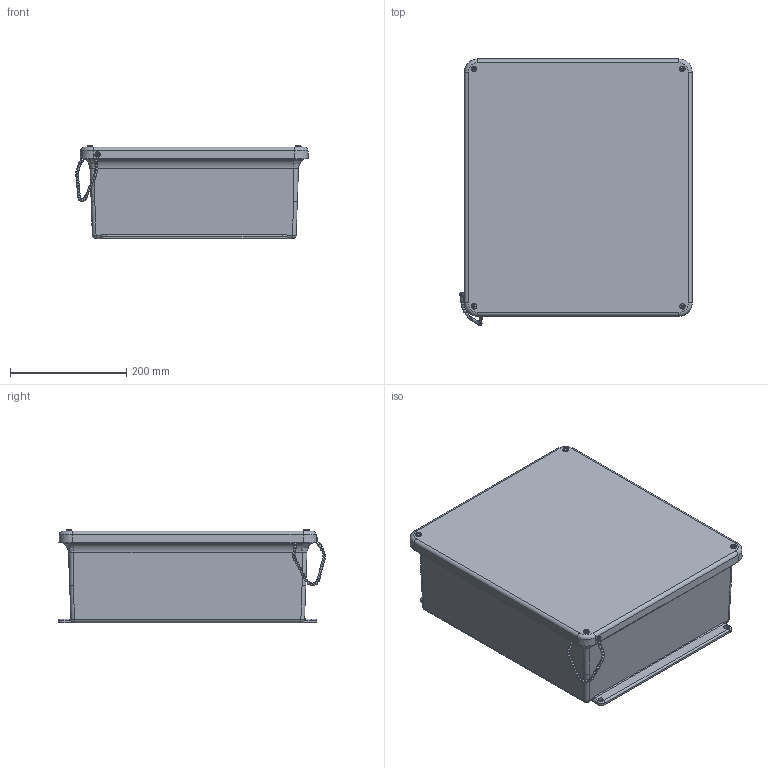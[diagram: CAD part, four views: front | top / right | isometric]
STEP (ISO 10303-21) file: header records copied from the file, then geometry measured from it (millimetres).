
FILE_DESCRIPTION(/* description */ (''),/* implementation_level */ '2;1');
FILE_NAME(/* name */ 'HW-J161406SC.stp',/* time_stamp */ '2014-03-17T09:27:40-05:00',/* author */ ('pmescher'),/* organization */ (''),/* preprocessor_version */ 'ST-DEVELOPER v15.2',/* originating_system */ 'Autodesk Inventor 2014',/* authorisation */ '');
FILE_SCHEMA (('AUTOMOTIVE_DESIGN { 1 0 10303 214 3 1 1 }'));
Length unit declared in the file: inch
Products named in the file (21): J1614W_1; RMINS45821P_31; RMINS45821P_32; RMINS45821P_33; RMINS45821P_34; RMINS45821P_35; RMINS45821P_36; RMINS45821P_37; RMINS45821P_38; J1614BW; J1614WCVR; GASKET_1614; WP1614WU; RMSC10X063PHCPH; RMWAS283X126X026; RMRIV44; END; CURVED CHAIN_1412; 10SS_1614; RMRIV43; J1614W_STP
Bounding box: 400.37 x 460.13 x 161.04 mm (x, y, z)
Volume: 2342573.5 mm3; surface area: 1222952.6 mm2
Topology: 21 solids, 21 shells, 874 faces, 2194 edges, 1377 vertices
Faces by surface type: cylinder 295, cone 213, plane 191, bspline 87, torus 48, sphere 40
Full cylindrical faces by diameter (mm): 3.175 x2, 3.2 x1, 3.556 x6, 3.683 x4, 3.861 x8, 3.962 x7, 3.967 x80, 4.762 x2, 4.826 x80, 5.537 x4, 6.35 x2, 6.858 x8, 7.188 x1
Entity records: 18777 total; most frequent: CARTESIAN_POINT 7414, DIRECTION 2440, ORIENTED_EDGE 1986, AXIS2_PLACEMENT_3D 1058, EDGE_CURVE 993, EDGE_LOOP 750, VERTEX_POINT 689, ADVANCED_FACE 523
